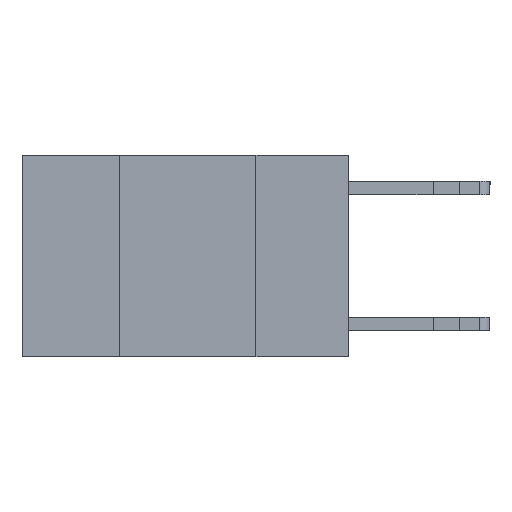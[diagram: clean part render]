
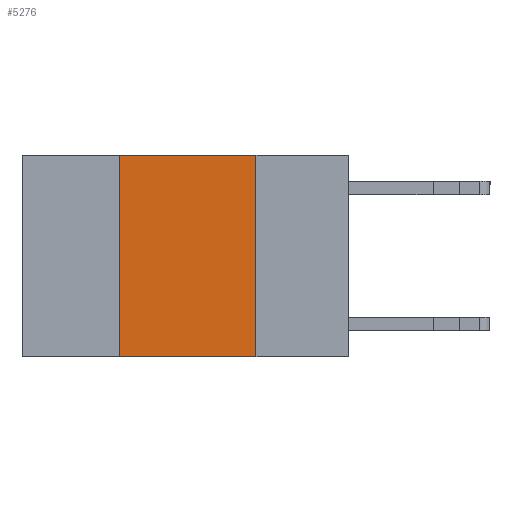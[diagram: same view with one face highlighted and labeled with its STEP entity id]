
A CAD part, left-side view. The second image highlights one B-rep face of the part: STEP entity #5276.
In plain terms, the highlighted planar face has unit normal (-1, 0, 0).
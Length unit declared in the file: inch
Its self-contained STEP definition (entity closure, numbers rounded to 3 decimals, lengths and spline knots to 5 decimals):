
#56 = CARTESIAN_POINT ( 'NONE',  ( 0., 0.17, 0. ) ) ;
#77 = AXIS2_PLACEMENT_3D ( 'NONE', #8164, #5973, #6912 ) ;
#1334 = CARTESIAN_POINT ( 'NONE',  ( 0., 0.6, 0. ) ) ;
#1477 = LINE ( 'NONE', #56, #10701 ) ;
#1492 = PLANE ( 'NONE',  #77 ) ;
#2281 = CARTESIAN_POINT ( 'NONE',  ( 0., 0.42, 0. ) ) ;
#2313 = EDGE_CURVE ( 'NONE', #12409, #13015, #8538, .T. ) ;
#3047 = VERTEX_POINT ( 'NONE', #2281 ) ;
#3116 = CARTESIAN_POINT ( 'NONE',  ( 0., 0.17, 0. ) ) ;
#3841 = CARTESIAN_POINT ( 'NONE',  ( 0., 0.6, -0.37 ) ) ;
#4670 = CARTESIAN_POINT ( 'NONE',  ( 0., 0.17, -0.37 ) ) ;
#4995 = EDGE_LOOP ( 'NONE', ( #9410, #11634, #5638, #11662 ) ) ;
#5276 = ADVANCED_FACE ( 'NONE', ( #9197 ), #1492, .F. ) ;
#5638 = ORIENTED_EDGE ( 'NONE', *, *, #5699, .F. ) ;
#5699 = EDGE_CURVE ( 'NONE', #12409, #3047, #13733, .T. ) ;
#5809 = DIRECTION ( 'NONE',  ( 0., -1., 0. ) ) ;
#5954 = DIRECTION ( 'NONE',  ( 0., 0., -1. ) ) ;
#5973 = DIRECTION ( 'NONE',  ( 1., 0., 0. ) ) ;
#6888 = DIRECTION ( 'NONE',  ( 0., 0., 1. ) ) ;
#6912 = DIRECTION ( 'NONE',  ( 0., 0., -1. ) ) ;
#7105 = CARTESIAN_POINT ( 'NONE',  ( 0., 0.42, 0. ) ) ;
#8164 = CARTESIAN_POINT ( 'NONE',  ( 0., 0.6, 0. ) ) ;
#8538 = LINE ( 'NONE', #3841, #11492 ) ;
#9035 = VECTOR ( 'NONE', #5809, 39.37008 ) ;
#9197 = FACE_OUTER_BOUND ( 'NONE', #4995, .T. ) ;
#9410 = ORIENTED_EDGE ( 'NONE', *, *, #10988, .F. ) ;
#10149 = LINE ( 'NONE', #1334, #9035 ) ;
#10701 = VECTOR ( 'NONE', #5954, 39.37008 ) ;
#10955 = EDGE_CURVE ( 'NONE', #3047, #13900, #10149, .T. ) ;
#10988 = EDGE_CURVE ( 'NONE', #13900, #13015, #1477, .T. ) ;
#11072 = VECTOR ( 'NONE', #6888, 39.37008 ) ;
#11492 = VECTOR ( 'NONE', #11861, 39.37008 ) ;
#11634 = ORIENTED_EDGE ( 'NONE', *, *, #10955, .F. ) ;
#11662 = ORIENTED_EDGE ( 'NONE', *, *, #2313, .T. ) ;
#11861 = DIRECTION ( 'NONE',  ( 0., -1., 0. ) ) ;
#12409 = VERTEX_POINT ( 'NONE', #12925 ) ;
#12925 = CARTESIAN_POINT ( 'NONE',  ( 0., 0.42, -0.37 ) ) ;
#13015 = VERTEX_POINT ( 'NONE', #4670 ) ;
#13733 = LINE ( 'NONE', #7105, #11072 ) ;
#13900 = VERTEX_POINT ( 'NONE', #3116 ) ;
